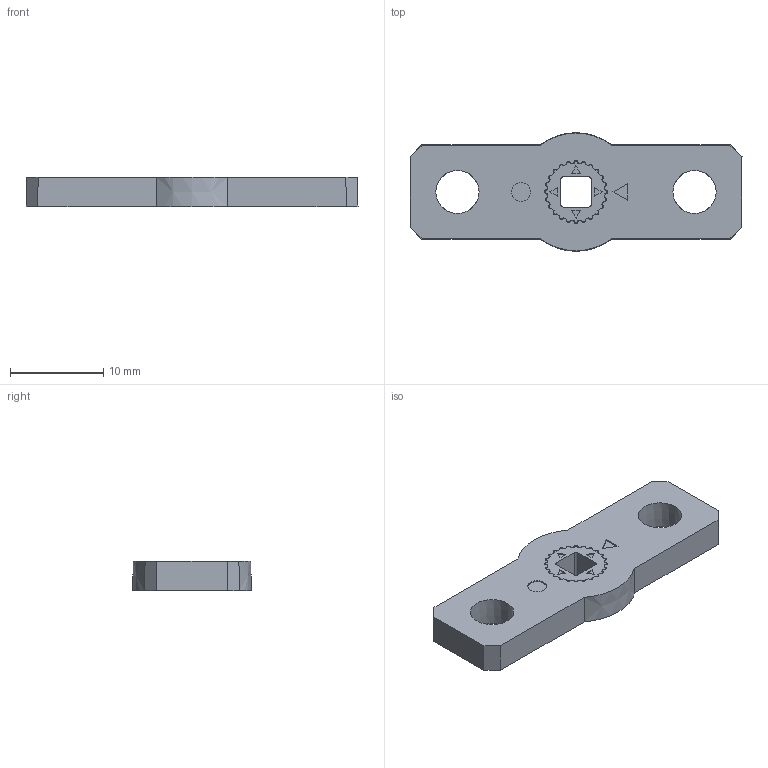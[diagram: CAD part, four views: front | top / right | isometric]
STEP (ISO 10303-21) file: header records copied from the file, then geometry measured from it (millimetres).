
FILE_DESCRIPTION(/* description */ (''),/* implementation_level */ '2;1');
FILE_NAME(/* name */ 'Lock Bar.ipt.step',/* time_stamp */ '2020-04-16T23:11:49-04:00',/* author */ ('Jordan'),/* organization */ (''),/* preprocessor_version */ 'ST-DEVELOPER v17',/* originating_system */ 'Autodesk Inventor 2019',/* authorisation */ '');
FILE_SCHEMA (('AUTOMOTIVE_DESIGN { 1 0 10303 214 3 1 1 }'));
Length unit declared in the file: millimetre
Products named in the file (1): Lock Bar
Bounding box: 35.56 x 12.7 x 3.17 mm (x, y, z)
Volume: 848.1 mm3; surface area: 1523.5 mm2
Topology: 2 solids, 2 shells, 256 faces, 718 edges, 482 vertices
Faces by surface type: cone 94, plane 69, bspline 68, cylinder 25
Full cylindrical faces by diameter (mm): 2 x1
Entity records: 10880 total; most frequent: CARTESIAN_POINT 4713, ORIENTED_EDGE 1436, DIRECTION 1076, EDGE_CURVE 718, VERTEX_POINT 482, AXIS2_PLACEMENT_3D 437, EDGE_LOOP 280, B_SPLINE_CURVE_WITH_KNOTS 268
